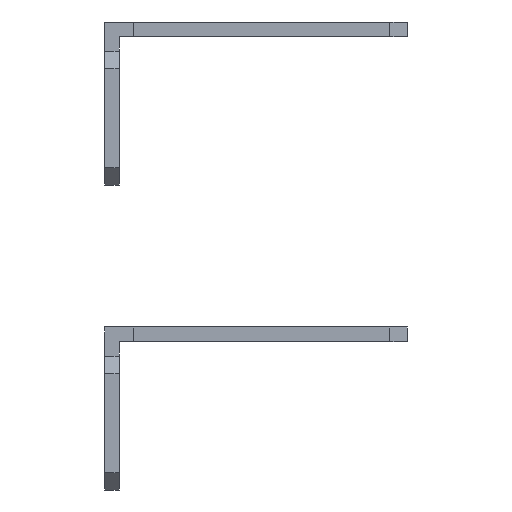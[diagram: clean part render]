
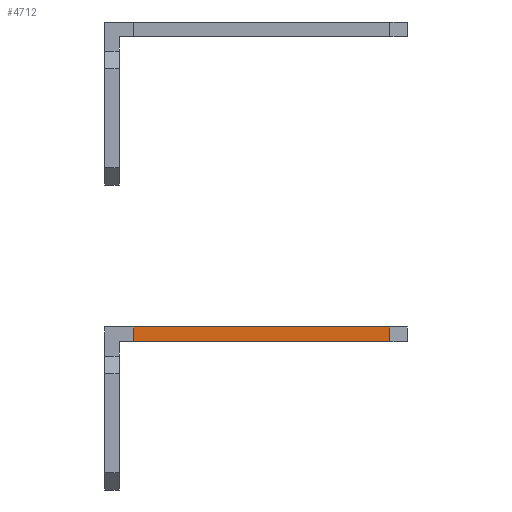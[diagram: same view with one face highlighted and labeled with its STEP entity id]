
A CAD part, front view. The second image highlights one B-rep face of the part: STEP entity #4712.
In plain terms, the highlighted planar face has unit normal (0, -1, 0).
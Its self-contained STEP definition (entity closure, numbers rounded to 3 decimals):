
#78 = ORIENTED_EDGE ( 'NONE', *, *, #3755, .T. ) ;
#383 = DIRECTION ( 'NONE',  ( 0., 1., 0. ) ) ;
#642 = VECTOR ( 'NONE', #2665, 1000. ) ;
#899 = EDGE_LOOP ( 'NONE', ( #1361, #78, #1505, #4680 ) ) ;
#910 = CARTESIAN_POINT ( 'NONE',  ( 5., -19., 2.5 ) ) ;
#999 = CARTESIAN_POINT ( 'NONE',  ( 49., -19., 2.5 ) ) ;
#1172 = FACE_OUTER_BOUND ( 'NONE', #899, .T. ) ;
#1257 = VERTEX_POINT ( 'NONE', #3465 ) ;
#1361 = ORIENTED_EDGE ( 'NONE', *, *, #2334, .F. ) ;
#1505 = ORIENTED_EDGE ( 'NONE', *, *, #3713, .F. ) ;
#1754 = VERTEX_POINT ( 'NONE', #910 ) ;
#1912 = LINE ( 'NONE', #5038, #3436 ) ;
#2216 = EDGE_CURVE ( 'NONE', #1754, #4196, #2589, .T. ) ;
#2312 = DIRECTION ( 'NONE',  ( 0., 0., -1. ) ) ;
#2334 = EDGE_CURVE ( 'NONE', #3167, #1754, #3414, .T. ) ;
#2589 = LINE ( 'NONE', #4184, #3136 ) ;
#2665 = DIRECTION ( 'NONE',  ( 0., 0., 1. ) ) ;
#2755 = PLANE ( 'NONE',  #4838 ) ;
#2912 = CARTESIAN_POINT ( 'NONE',  ( 5., -19., 0. ) ) ;
#3018 = LINE ( 'NONE', #5062, #3105 ) ;
#3019 = CARTESIAN_POINT ( 'NONE',  ( 5., -19., 0. ) ) ;
#3105 = VECTOR ( 'NONE', #4605, 1000. ) ;
#3136 = VECTOR ( 'NONE', #5039, 1000. ) ;
#3167 = VERTEX_POINT ( 'NONE', #2912 ) ;
#3414 = LINE ( 'NONE', #3019, #642 ) ;
#3436 = VECTOR ( 'NONE', #2312, 1000. ) ;
#3465 = CARTESIAN_POINT ( 'NONE',  ( 49., -19., 0. ) ) ;
#3484 = CARTESIAN_POINT ( 'NONE',  ( 49., -19., 2.5 ) ) ;
#3713 = EDGE_CURVE ( 'NONE', #4196, #1257, #1912, .T. ) ;
#3755 = EDGE_CURVE ( 'NONE', #3167, #1257, #3018, .T. ) ;
#4184 = CARTESIAN_POINT ( 'NONE',  ( 0., -19., 2.5 ) ) ;
#4196 = VERTEX_POINT ( 'NONE', #999 ) ;
#4309 = DIRECTION ( 'NONE',  ( 0., 0., 1. ) ) ;
#4605 = DIRECTION ( 'NONE',  ( 1., 0., 0. ) ) ;
#4680 = ORIENTED_EDGE ( 'NONE', *, *, #2216, .F. ) ;
#4712 = ADVANCED_FACE ( 'NONE', ( #1172 ), #2755, .F. ) ;
#4838 = AXIS2_PLACEMENT_3D ( 'NONE', #3484, #383, #4309 ) ;
#5038 = CARTESIAN_POINT ( 'NONE',  ( 49., -19., 2.5 ) ) ;
#5039 = DIRECTION ( 'NONE',  ( 1., 0., 0. ) ) ;
#5062 = CARTESIAN_POINT ( 'NONE',  ( 49., -19., 0. ) ) ;
